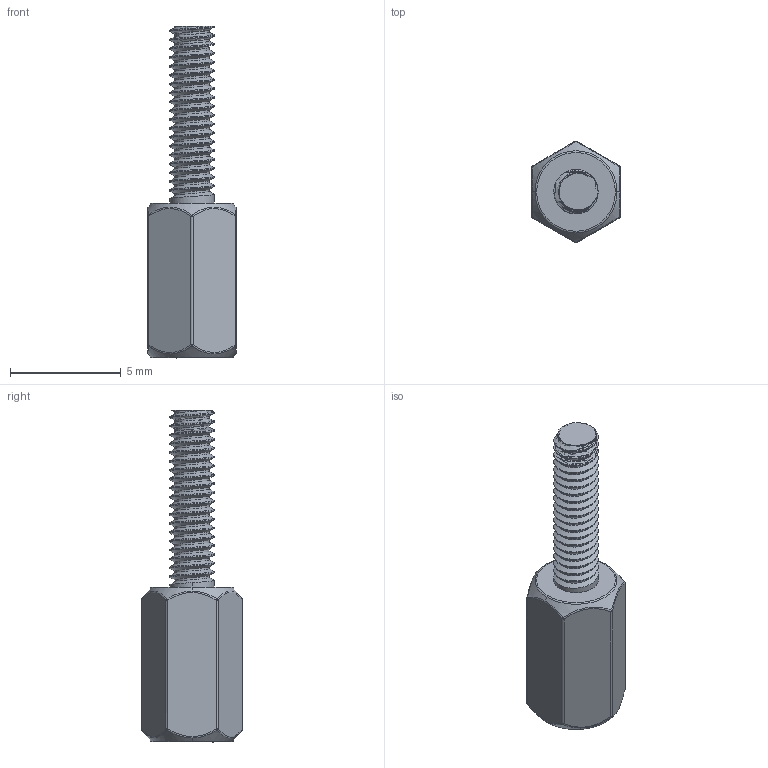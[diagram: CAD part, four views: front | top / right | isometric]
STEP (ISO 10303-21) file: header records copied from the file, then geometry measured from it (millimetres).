
FILE_DESCRIPTION(('CAx-IF Rec.Pracs.---Model Styling and Organization---1.5---2016-08-15','CAx-IF Rec.Pracs.---Geometric and Assembly Validation Properties---4.4---2016-08-17','CAx-IF Rec.Pracs.---User Defined Attributes---1.5---2016-08-15','CAx-IF Rec.Pracs.---External References---2.1---2005-01-19'),'2;1');
FILE_NAME('11397437.step','2025-02-02T23:34:12',('Unspecified'),('Unspecified'),'CAD Exchanger 3.10.2 (cadexchanger.com)','Unspecified','');
FILE_SCHEMA(('AUTOMOTIVE_DESIGN { 1 0 10303 214 1 1 1 1 }'));
Length unit declared in the file: millimetre
Products named in the file (1): 971070244
Bounding box: 4 x 4.59 x 15 mm (x, y, z)
Volume: 103.6 mm3; surface area: 222.1 mm2
Topology: 1 solids, 1 shells, 119 faces, 291 edges, 176 vertices
Faces by surface type: cylinder 63, sphere 18, bspline 18, plane 12, torus 4, cone 4
Entity records: 8476 total; most frequent: CARTESIAN_POINT 6101, ORIENTED_EDGE 582, DIRECTION 415, EDGE_CURVE 291, VERTEX_POINT 176, AXIS2_PLACEMENT_3D 168, FACE_BOUND 121, EDGE_LOOP 121
